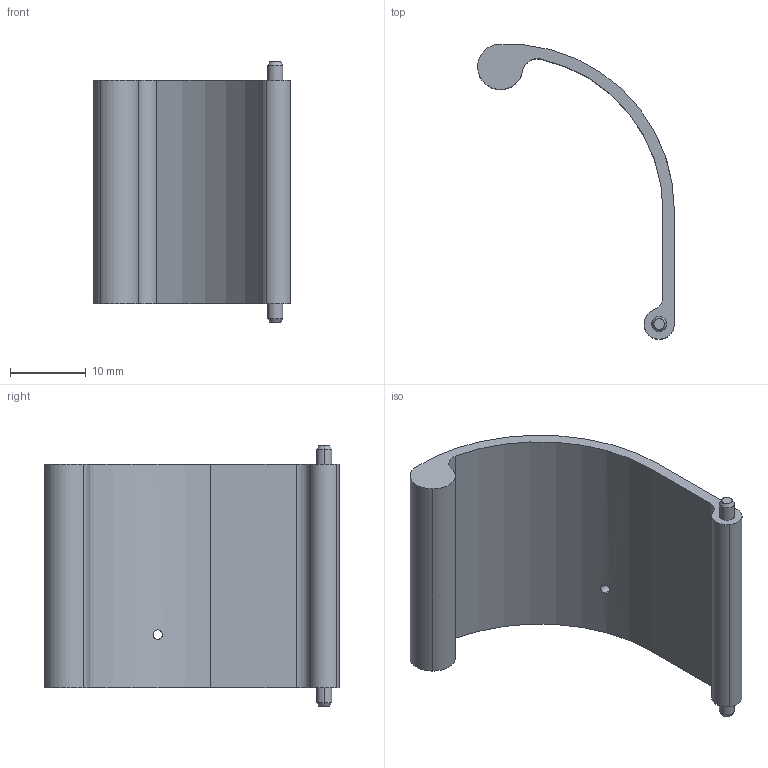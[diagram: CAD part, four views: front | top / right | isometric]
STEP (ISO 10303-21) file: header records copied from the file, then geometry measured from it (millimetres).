
FILE_DESCRIPTION (( 'STEP AP203' ), '1' );
FILE_NAME ('X8 Port Cover.step_Default_sldprt.STEP', '2022-11-09T04:43:15', ( '' ), ( '' ), 'SwSTEP 2.0', 'SolidWorks 2022', '' );
FILE_SCHEMA (( 'CONFIG_CONTROL_DESIGN' ));
Length unit declared in the file: millimetre
Products named in the file (1): X8 Port Cover.step_Default_sldprt
Bounding box: 26 x 38.94 x 34.5 mm (x, y, z)
Volume: 3308.5 mm3; surface area: 3721.2 mm2
Topology: 1 solids, 1 shells, 24 faces, 56 edges, 36 vertices
Faces by surface type: cylinder 14, plane 6, cone 4
Entity records: 883 total; most frequent: CARTESIAN_POINT 231, DIRECTION 130, ORIENTED_EDGE 112, EDGE_CURVE 56, AXIS2_PLACEMENT_3D 53, VERTEX_POINT 36, EDGE_LOOP 28, CIRCLE 28
